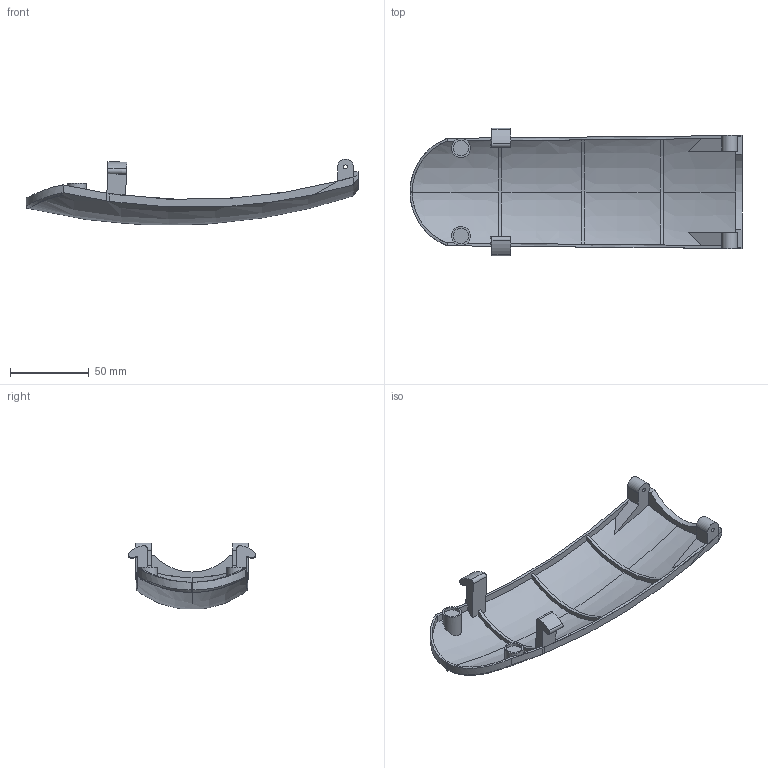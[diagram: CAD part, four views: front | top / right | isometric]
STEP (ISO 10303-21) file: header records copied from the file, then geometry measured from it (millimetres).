
FILE_DESCRIPTION(('FreeCAD Model'),'2;1');
FILE_NAME('Open CASCADE Shape Model','2025-11-12T20:40:34',(''),(''), 'Open CASCADE STEP processor 7.8','FreeCAD','Unknown');
FILE_SCHEMA(('AUTOMOTIVE_DESIGN { 1 0 10303 214 1 1 1 1 }'));
Length unit declared in the file: millimetre
Products named in the file (1): Люк
Bounding box: 211.45 x 81.06 x 42.03 mm (x, y, z)
Volume: 38894.7 mm3; surface area: 41198.8 mm2
Topology: 1 solids, 3 shells, 132 faces, 377 edges, 251 vertices
Faces by surface type: plane 55, bspline 54, cylinder 23
Full cylindrical faces by diameter (mm): 2.5 x2, 10 x2, 12 x2
Entity records: 9723 total; most frequent: CARTESIAN_POINT 6799, ORIENTED_EDGE 754, EDGE_CURVE 377, DIRECTION 361, VERTEX_POINT 251, B_SPLINE_CURVE_WITH_KNOTS 222, FACE_BOUND 138, EDGE_LOOP 138
